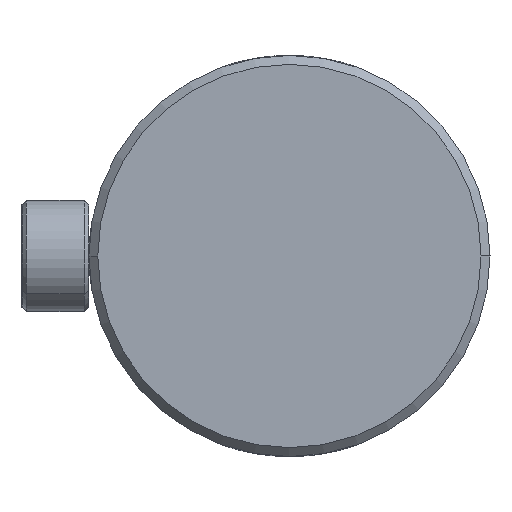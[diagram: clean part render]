
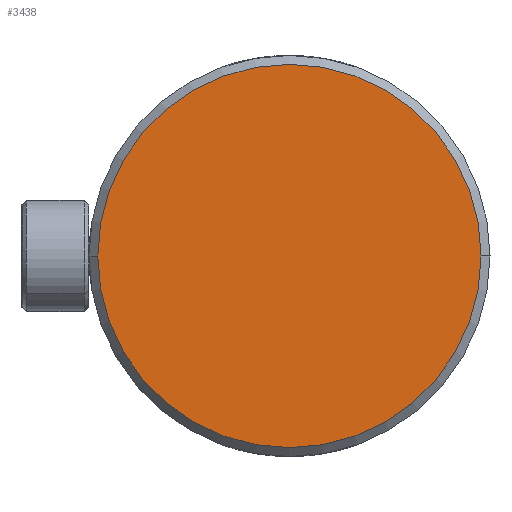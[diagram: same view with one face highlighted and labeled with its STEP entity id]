
A CAD part, left-side view. The second image highlights one B-rep face of the part: STEP entity #3438.
In plain terms, the highlighted planar face has unit normal (-1, 0, 0).
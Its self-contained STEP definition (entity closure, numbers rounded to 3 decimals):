
#86 = ORIENTED_EDGE ( 'NONE', *, *, #3678, .F. ) ;
#495 = AXIS2_PLACEMENT_3D ( 'NONE', #2718, #1427, #3758 ) ;
#639 = ORIENTED_EDGE ( 'NONE', *, *, #862, .F. ) ;
#761 = CARTESIAN_POINT ( 'NONE',  ( -58., 0., 0. ) ) ;
#788 = DIRECTION ( 'NONE',  ( 0., 1., 0. ) ) ;
#799 = AXIS2_PLACEMENT_3D ( 'NONE', #761, #3600, #788 ) ;
#862 = EDGE_CURVE ( 'NONE', #4120, #4077, #4261, .T. ) ;
#1427 = DIRECTION ( 'NONE',  ( -1., 0., 0. ) ) ;
#1479 = CARTESIAN_POINT ( 'NONE',  ( -58., 43., 0. ) ) ;
#1626 = CARTESIAN_POINT ( 'NONE',  ( -58., 0., 0. ) ) ;
#1962 = DIRECTION ( 'NONE',  ( 0., 1., 0. ) ) ;
#2355 = EDGE_LOOP ( 'NONE', ( #86, #639 ) ) ;
#2452 = AXIS2_PLACEMENT_3D ( 'NONE', #1626, #3948, #1962 ) ;
#2695 = FACE_OUTER_BOUND ( 'NONE', #2355, .T. ) ;
#2718 = CARTESIAN_POINT ( 'NONE',  ( -58., 0., 0. ) ) ;
#3400 = PLANE ( 'NONE',  #495 ) ;
#3438 = ADVANCED_FACE ( 'NONE', ( #2695 ), #3400, .T. ) ;
#3470 = CARTESIAN_POINT ( 'NONE',  ( -58., -43., 0. ) ) ;
#3600 = DIRECTION ( 'NONE',  ( 1., 0., 0. ) ) ;
#3635 = CIRCLE ( 'NONE', #2452, 43. ) ;
#3678 = EDGE_CURVE ( 'NONE', #4077, #4120, #3635, .T. ) ;
#3758 = DIRECTION ( 'NONE',  ( 0., -1., 0. ) ) ;
#3948 = DIRECTION ( 'NONE',  ( 1., 0., 0. ) ) ;
#4077 = VERTEX_POINT ( 'NONE', #1479 ) ;
#4120 = VERTEX_POINT ( 'NONE', #3470 ) ;
#4261 = CIRCLE ( 'NONE', #799, 43. ) ;
